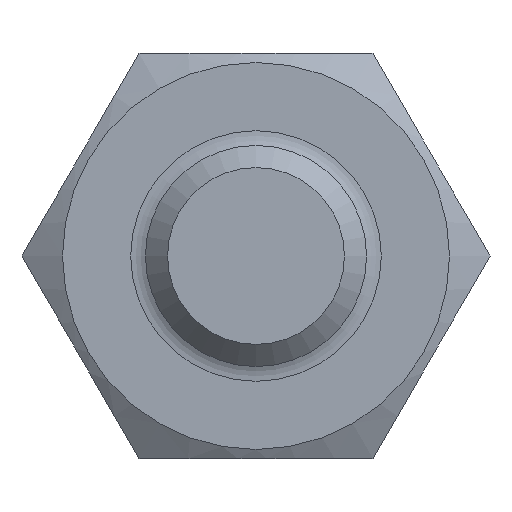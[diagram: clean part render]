
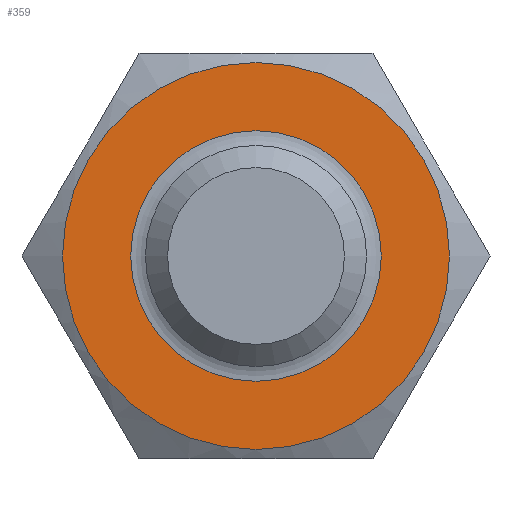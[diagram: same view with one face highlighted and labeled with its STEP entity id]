
A CAD part, front view. The second image highlights one B-rep face of the part: STEP entity #359.
In plain terms, the highlighted planar face has unit normal (0, -1, 0).
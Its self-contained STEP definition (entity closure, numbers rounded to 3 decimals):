
#315=CARTESIAN_POINT('',(-2.625,-2.0,0.0));
#316=VERTEX_POINT('',#315);
#317=CARTESIAN_POINT('',(0.0,-2.0,0.0));
#318=DIRECTION('',(-0.0,1.0,-0.0));
#319=DIRECTION('',(-1.0,-0.0,0.0));
#320=AXIS2_PLACEMENT_3D('',#317,#318,#319);
#321=CIRCLE('',#320,2.625);
#322=EDGE_CURVE('n� 559',#316,#316,#321,.T.);
#340=CARTESIAN_POINT('',(0.0,-2.0,1.7));
#341=VERTEX_POINT('',#340);
#342=CARTESIAN_POINT('',(0.0,-2.0,0.0));
#343=DIRECTION('',(-0.0,1.0,0.0));
#344=DIRECTION('',(0.0,-0.0,1.0));
#345=AXIS2_PLACEMENT_3D('',#342,#343,#344);
#346=CIRCLE('',#345,1.7);
#347=EDGE_CURVE('n� 852',#341,#341,#346,.T.);
#348=ORIENTED_EDGE('',*,*,#347,.T.);
#349=EDGE_LOOP('',(#348));
#350=FACE_OUTER_BOUND('',#349,.T.);
#351=ORIENTED_EDGE('',*,*,#322,.F.);
#352=EDGE_LOOP('',(#351));
#353=FACE_BOUND('',#352,.T.);
#354=CARTESIAN_POINT('',(1.588,-2.0,2.75));
#355=DIRECTION('',(-0.0,1.0,0.0));
#356=DIRECTION('',(0.0,-0.0,1.0));
#357=AXIS2_PLACEMENT_3D('',#354,#355,#356);
#358=PLANE('',#357);
#359=ADVANCED_FACE('n� 453',(#350,#353),#358,.F.);
